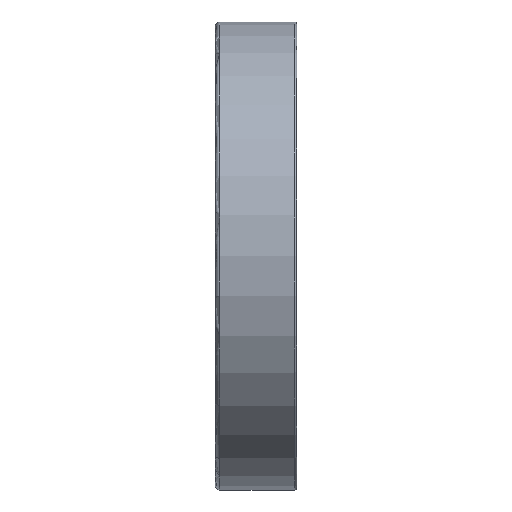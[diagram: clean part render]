
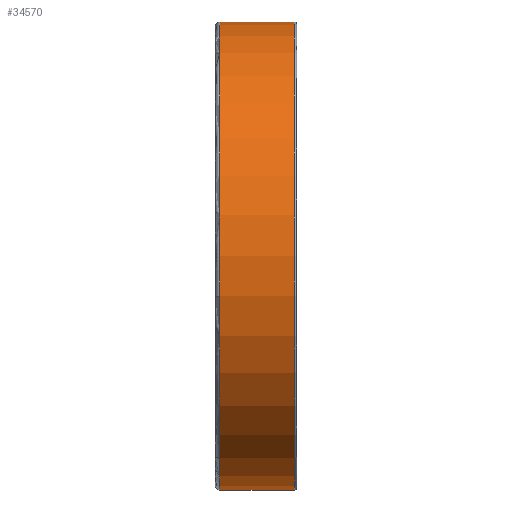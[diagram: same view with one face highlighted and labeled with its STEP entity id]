
A CAD part, top view. The second image highlights one B-rep face of the part: STEP entity #34570.
In plain terms, the highlighted cylindrical face has radius 57.5 mm (diameter 115 mm), a partial arc.
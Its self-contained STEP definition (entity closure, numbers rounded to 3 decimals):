
#24633=DIRECTION('',(-1.,0.,0.));
#24634=VECTOR('',#24633,18.3);
#24635=CARTESIAN_POINT('',(9.4,57.5,0.));
#24636=LINE('',#24635,#24634);
#24640=DIRECTION('',(-1.,0.,0.));
#24641=VECTOR('',#24640,18.3);
#24642=CARTESIAN_POINT('',(9.4,-57.5,0.));
#24643=LINE('',#24642,#24641);
#24655=CARTESIAN_POINT('',(9.4,0.,0.));
#24656=DIRECTION('',(1.,0.,0.));
#24657=DIRECTION('',(0.,1.,0.));
#24658=AXIS2_PLACEMENT_3D('',#24655,#24656,#24657);
#24663=CARTESIAN_POINT('',(-8.9,0.,0.));
#24664=DIRECTION('',(1.,0.,0.));
#24665=DIRECTION('',(0.,1.,0.));
#24666=AXIS2_PLACEMENT_3D('',#24663,#24664,#24665);
#31606=CARTESIAN_POINT('',(9.4,57.5,0.));
#31607=CARTESIAN_POINT('',(-8.9,57.5,0.));
#31608=VERTEX_POINT('',#31606);
#31609=VERTEX_POINT('',#31607);
#31618=CARTESIAN_POINT('',(9.4,-57.5,0.));
#31619=CARTESIAN_POINT('',(-8.9,-57.5,0.));
#31620=VERTEX_POINT('',#31618);
#31621=VERTEX_POINT('',#31619);
#34558=CARTESIAN_POINT('',(-11.,0.,0.));
#34559=DIRECTION('',(1.,0.,0.));
#34560=DIRECTION('',(0.,-1.,0.));
#34561=AXIS2_PLACEMENT_3D('',#34558,#34559,#34560);
#34562=CYLINDRICAL_SURFACE('',#34561,57.5);
#34563=ORIENTED_EDGE('',*,*,#34548,.F.);
#34564=ORIENTED_EDGE('',*,*,#34525,.T.);
#34565=ORIENTED_EDGE('',*,*,#34552,.T.);
#34567=ORIENTED_EDGE('',*,*,#34566,.F.);
#34568=EDGE_LOOP('',(#34563,#34564,#34565,#34567));
#34569=FACE_OUTER_BOUND('',#34568,.F.);
#24659=CIRCLE('',#24658,57.5);
#24667=CIRCLE('',#24666,57.5);
#34525=EDGE_CURVE('',#31608,#31620,#24659,.T.);
#34548=EDGE_CURVE('',#31608,#31609,#24636,.T.);
#34552=EDGE_CURVE('',#31620,#31621,#24643,.T.);
#34566=EDGE_CURVE('',#31609,#31621,#24667,.T.);
#34570=ADVANCED_FACE('',(#34569),#34562,.T.);
